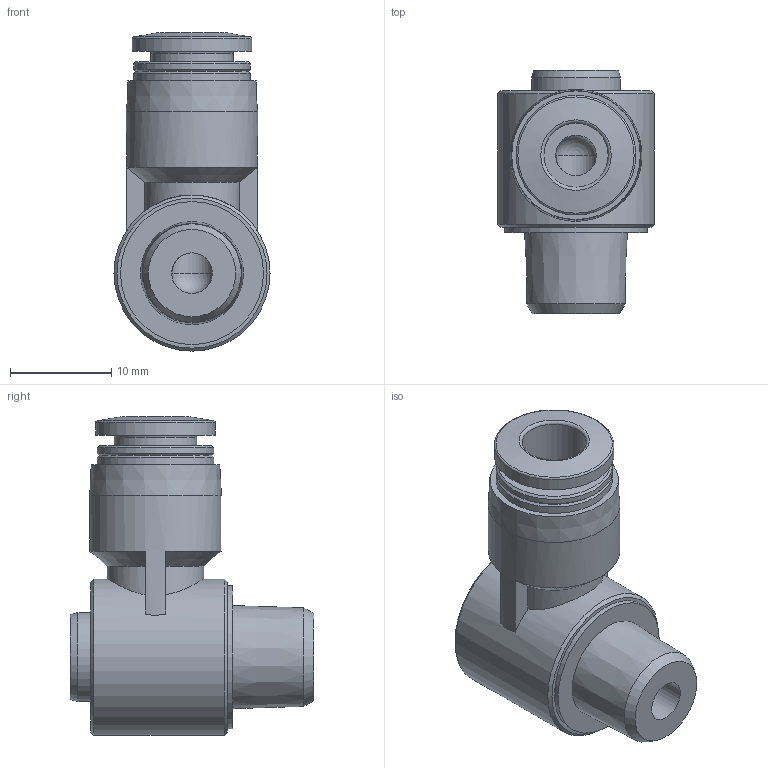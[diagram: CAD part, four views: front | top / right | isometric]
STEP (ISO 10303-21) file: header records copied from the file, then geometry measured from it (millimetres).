
FILE_DESCRIPTION(/* description */ ('STEP AP214'),/* implementation_level */ '2;1');
FILE_NAME(/* name */ '190755_QSLV-1_8-1_4-I-U',/* time_stamp */ '2024-09-14T10:24:31+02:00',/* author */ ('License CC BY-ND 4.0'),/* organization */ ('CADENAS'),/* preprocessor_version */ 'ST-DEVELOPER v19.3',/* originating_system */ 'PARTsolutions',/* authorisation */ ' ');
FILE_SCHEMA (('AUTOMOTIVE_DESIGN {1 0 10303 214 3 1 1}'));
Length unit declared in the file: millimetre
Products named in the file (1): 190755 QSLV-1/8-1/4-I-U
Bounding box: 15.4 x 24 x 31.4 mm (x, y, z)
Volume: 4276.4 mm3; surface area: 2777.2 mm2
Topology: 1 solids, 1 shells, 50 faces, 106 edges, 65 vertices
Faces by surface type: plane 20, cylinder 13, cone 13, torus 3, sphere 1
Full cylindrical faces by diameter (mm): 4 x2, 6.35 x1, 8.1 x1, 8.762 x1, 11.5 x2, 11.8 x1, 13 x1, 14.1 x1, 15.4 x1
Entity records: 1588 total; most frequent: CARTESIAN_POINT 248, DIRECTION 208, ORIENTED_EDGE 154, AXIS2_PLACEMENT_3D 94, EDGE_LOOP 85, FACE_BOUND 85, EDGE_CURVE 77, VERTEX_POINT 62
